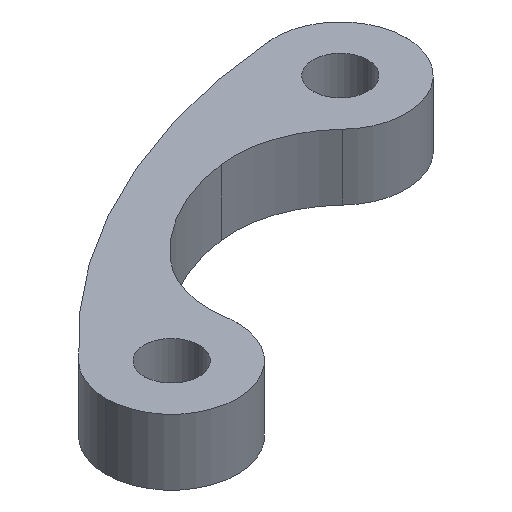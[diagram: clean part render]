
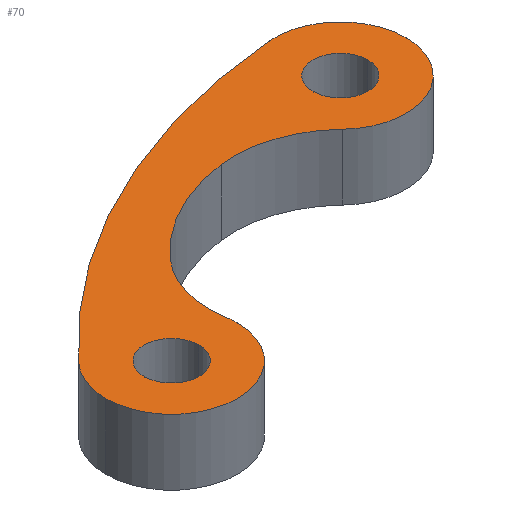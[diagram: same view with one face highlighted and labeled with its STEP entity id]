
A CAD part, isometric view. The second image highlights one B-rep face of the part: STEP entity #70.
In plain terms, the highlighted planar face has unit normal (0, 0, 1).
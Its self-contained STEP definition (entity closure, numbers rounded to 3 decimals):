
#5 = EDGE_CURVE ( 'NONE', #84, #510, #202, .T. ) ;
#7 = EDGE_LOOP ( 'NONE', ( #373, #310 ) ) ;
#9 = EDGE_CURVE ( 'NONE', #533, #149, #435, .T. ) ;
#10 = VERTEX_POINT ( 'NONE', #116 ) ;
#11 = ORIENTED_EDGE ( 'NONE', *, *, #332, .T. ) ;
#19 = DIRECTION ( 'NONE',  ( 0., 0., 1. ) ) ;
#20 = ORIENTED_EDGE ( 'NONE', *, *, #5, .F. ) ;
#23 = FACE_BOUND ( 'NONE', #316, .T. ) ;
#31 = CARTESIAN_POINT ( 'NONE',  ( 0., 0., 10. ) ) ;
#33 = AXIS2_PLACEMENT_3D ( 'NONE', #219, #151, #134 ) ;
#35 = CARTESIAN_POINT ( 'NONE',  ( 13.063, 5.249, 10. ) ) ;
#39 = DIRECTION ( 'NONE',  ( -1., 0., 0. ) ) ;
#40 = ORIENTED_EDGE ( 'NONE', *, *, #402, .T. ) ;
#42 = AXIS2_PLACEMENT_3D ( 'NONE', #31, #195, #117 ) ;
#50 = EDGE_CURVE ( 'NONE', #229, #187, #479, .T. ) ;
#53 = DIRECTION ( 'NONE',  ( 0., 0., 1. ) ) ;
#54 = AXIS2_PLACEMENT_3D ( 'NONE', #468, #512, #307 ) ;
#56 = CARTESIAN_POINT ( 'NONE',  ( 0., 0., 10. ) ) ;
#62 = CARTESIAN_POINT ( 'NONE',  ( 14.889, 10.412, 10. ) ) ;
#64 = FACE_BOUND ( 'NONE', #7, .T. ) ;
#67 = DIRECTION ( 'NONE',  ( -1., 0., 0. ) ) ;
#70 = ADVANCED_FACE ( 'NONE', ( #23, #64, #235 ), #273, .T. ) ;
#74 = CARTESIAN_POINT ( 'NONE',  ( 0., 0., 10. ) ) ;
#84 = VERTEX_POINT ( 'NONE', #90 ) ;
#90 = CARTESIAN_POINT ( 'NONE',  ( -2.217, 2.022, 10. ) ) ;
#95 = AXIS2_PLACEMENT_3D ( 'NONE', #500, #276, #227 ) ;
#98 = DIRECTION ( 'NONE',  ( 1., 0., 0. ) ) ;
#103 = VERTEX_POINT ( 'NONE', #306 ) ;
#112 = DIRECTION ( 'NONE',  ( 0., 0., -1. ) ) ;
#114 = EDGE_CURVE ( 'NONE', #461, #10, #380, .T. ) ;
#116 = CARTESIAN_POINT ( 'NONE',  ( 18.131, 7.422, 10. ) ) ;
#117 = DIRECTION ( 'NONE',  ( 1., 0., 0. ) ) ;
#121 = CARTESIAN_POINT ( 'NONE',  ( 2.961, 0.485, 10. ) ) ;
#133 = CIRCLE ( 'NONE', #463, 1.25 ) ;
#134 = DIRECTION ( 'NONE',  ( 1., 0., 0. ) ) ;
#138 = EDGE_CURVE ( 'NONE', #213, #103, #482, .T. ) ;
#145 = AXIS2_PLACEMENT_3D ( 'NONE', #433, #513, #319 ) ;
#146 = VERTEX_POINT ( 'NONE', #224 ) ;
#149 = VERTEX_POINT ( 'NONE', #253 ) ;
#151 = DIRECTION ( 'NONE',  ( 0., 0., 1. ) ) ;
#153 = CARTESIAN_POINT ( 'NONE',  ( 16.985, -15.491, 10. ) ) ;
#154 = CIRCLE ( 'NONE', #33, 3. ) ;
#159 = CARTESIAN_POINT ( 'NONE',  ( 16.381, 7.422, 10. ) ) ;
#164 = AXIS2_PLACEMENT_3D ( 'NONE', #390, #355, #98 ) ;
#168 = VERTEX_POINT ( 'NONE', #498 ) ;
#185 = ORIENTED_EDGE ( 'NONE', *, *, #138, .F. ) ;
#187 = VERTEX_POINT ( 'NONE', #374 ) ;
#195 = DIRECTION ( 'NONE',  ( 0., 0., 1. ) ) ;
#198 = DIRECTION ( 'NONE',  ( 1., 0., 0. ) ) ;
#202 = CIRCLE ( 'NONE', #418, 25.988 ) ;
#204 = CARTESIAN_POINT ( 'NONE',  ( 1.25, 0., 10. ) ) ;
#213 = VERTEX_POINT ( 'NONE', #204 ) ;
#219 = CARTESIAN_POINT ( 'NONE',  ( 15.131, 7.422, 10. ) ) ;
#224 = CARTESIAN_POINT ( 'NONE',  ( 3., 0., 10. ) ) ;
#227 = DIRECTION ( 'NONE',  ( 1., 0., 0. ) ) ;
#228 = DIRECTION ( 'NONE',  ( 1., 0., 0. ) ) ;
#229 = VERTEX_POINT ( 'NONE', #532 ) ;
#234 = AXIS2_PLACEMENT_3D ( 'NONE', #358, #53, #428 ) ;
#235 = FACE_OUTER_BOUND ( 'NONE', #300, .T. ) ;
#240 = CIRCLE ( 'NONE', #234, 3. ) ;
#253 = CARTESIAN_POINT ( 'NONE',  ( 13.881, 7.422, 10. ) ) ;
#259 = VERTEX_POINT ( 'NONE', #121 ) ;
#266 = DIRECTION ( 'NONE',  ( 0., 0., 1. ) ) ;
#273 = PLANE ( 'NONE',  #524 ) ;
#276 = DIRECTION ( 'NONE',  ( 0., 0., -1. ) ) ;
#277 = AXIS2_PLACEMENT_3D ( 'NONE', #424, #266, #471 ) ;
#280 = CIRCLE ( 'NONE', #323, 1.25 ) ;
#300 = EDGE_LOOP ( 'NONE', ( #503, #11, #394, #350, #410, #420, #466, #40, #20 ) ) ;
#301 = ORIENTED_EDGE ( 'NONE', *, *, #480, .F. ) ;
#306 = CARTESIAN_POINT ( 'NONE',  ( -1.25, 0., 10. ) ) ;
#307 = DIRECTION ( 'NONE',  ( 1., 0., 0. ) ) ;
#310 = ORIENTED_EDGE ( 'NONE', *, *, #9, .T. ) ;
#311 = EDGE_CURVE ( 'NONE', #146, #259, #339, .T. ) ;
#316 = EDGE_LOOP ( 'NONE', ( #185, #301 ) ) ;
#319 = DIRECTION ( 'NONE',  ( 1., 0., 0. ) ) ;
#323 = AXIS2_PLACEMENT_3D ( 'NONE', #74, #334, #198 ) ;
#328 = CARTESIAN_POINT ( 'NONE',  ( 15.131, 7.422, 10. ) ) ;
#332 = EDGE_CURVE ( 'NONE', #168, #146, #240, .T. ) ;
#334 = DIRECTION ( 'NONE',  ( 0., 0., 1. ) ) ;
#339 = CIRCLE ( 'NONE', #434, 3. ) ;
#350 = ORIENTED_EDGE ( 'NONE', *, *, #362, .T. ) ;
#355 = DIRECTION ( 'NONE',  ( 0., 0., 1. ) ) ;
#358 = CARTESIAN_POINT ( 'NONE',  ( 0., 0., 10. ) ) ;
#362 = EDGE_CURVE ( 'NONE', #259, #229, #439, .T. ) ;
#365 = AXIS2_PLACEMENT_3D ( 'NONE', #436, #484, #67 ) ;
#366 = EDGE_CURVE ( 'NONE', #187, #461, #397, .T. ) ;
#373 = ORIENTED_EDGE ( 'NONE', *, *, #465, .T. ) ;
#374 = CARTESIAN_POINT ( 'NONE',  ( 8.884, 6.625, 10. ) ) ;
#380 = CIRCLE ( 'NONE', #164, 3. ) ;
#390 = CARTESIAN_POINT ( 'NONE',  ( 15.131, 7.422, 10. ) ) ;
#392 = CARTESIAN_POINT ( 'NONE',  ( 0., 0., 10. ) ) ;
#394 = ORIENTED_EDGE ( 'NONE', *, *, #311, .T. ) ;
#397 = CIRCLE ( 'NONE', #54, 5.138 ) ;
#402 = EDGE_CURVE ( 'NONE', #10, #510, #154, .T. ) ;
#410 = ORIENTED_EDGE ( 'NONE', *, *, #50, .T. ) ;
#418 = AXIS2_PLACEMENT_3D ( 'NONE', #153, #112, #521 ) ;
#420 = ORIENTED_EDGE ( 'NONE', *, *, #366, .T. ) ;
#424 = CARTESIAN_POINT ( 'NONE',  ( 0., 0., 10. ) ) ;
#426 = DIRECTION ( 'NONE',  ( 1., 0., 0. ) ) ;
#427 = CIRCLE ( 'NONE', #42, 3. ) ;
#428 = DIRECTION ( 'NONE',  ( 1., 0., 0. ) ) ;
#433 = CARTESIAN_POINT ( 'NONE',  ( 9.857, -1.161, 10. ) ) ;
#434 = AXIS2_PLACEMENT_3D ( 'NONE', #392, #509, #426 ) ;
#435 = CIRCLE ( 'NONE', #365, 1.25 ) ;
#436 = CARTESIAN_POINT ( 'NONE',  ( 15.131, 7.422, 10. ) ) ;
#439 = CIRCLE ( 'NONE', #95, 4.323 ) ;
#449 = DIRECTION ( 'NONE',  ( 0., 0., -1. ) ) ;
#461 = VERTEX_POINT ( 'NONE', #35 ) ;
#463 = AXIS2_PLACEMENT_3D ( 'NONE', #328, #449, #39 ) ;
#465 = EDGE_CURVE ( 'NONE', #149, #533, #133, .T. ) ;
#466 = ORIENTED_EDGE ( 'NONE', *, *, #114, .T. ) ;
#468 = CARTESIAN_POINT ( 'NONE',  ( 9.521, 1.527, 10. ) ) ;
#471 = DIRECTION ( 'NONE',  ( 1., 0., 0. ) ) ;
#479 = CIRCLE ( 'NONE', #145, 7.847 ) ;
#480 = EDGE_CURVE ( 'NONE', #103, #213, #280, .T. ) ;
#482 = CIRCLE ( 'NONE', #277, 1.25 ) ;
#484 = DIRECTION ( 'NONE',  ( 0., 0., -1. ) ) ;
#495 = EDGE_CURVE ( 'NONE', #84, #168, #427, .T. ) ;
#498 = CARTESIAN_POINT ( 'NONE',  ( -3., 0., 10. ) ) ;
#500 = CARTESIAN_POINT ( 'NONE',  ( 7.227, 1.184, 10. ) ) ;
#503 = ORIENTED_EDGE ( 'NONE', *, *, #495, .T. ) ;
#509 = DIRECTION ( 'NONE',  ( 0., 0., 1. ) ) ;
#510 = VERTEX_POINT ( 'NONE', #62 ) ;
#512 = DIRECTION ( 'NONE',  ( 0., 0., -1. ) ) ;
#513 = DIRECTION ( 'NONE',  ( 0., 0., -1. ) ) ;
#521 = DIRECTION ( 'NONE',  ( 1., 0., 0. ) ) ;
#524 = AXIS2_PLACEMENT_3D ( 'NONE', #56, #19, #228 ) ;
#532 = CARTESIAN_POINT ( 'NONE',  ( 4., 4.061, 10. ) ) ;
#533 = VERTEX_POINT ( 'NONE', #159 ) ;
